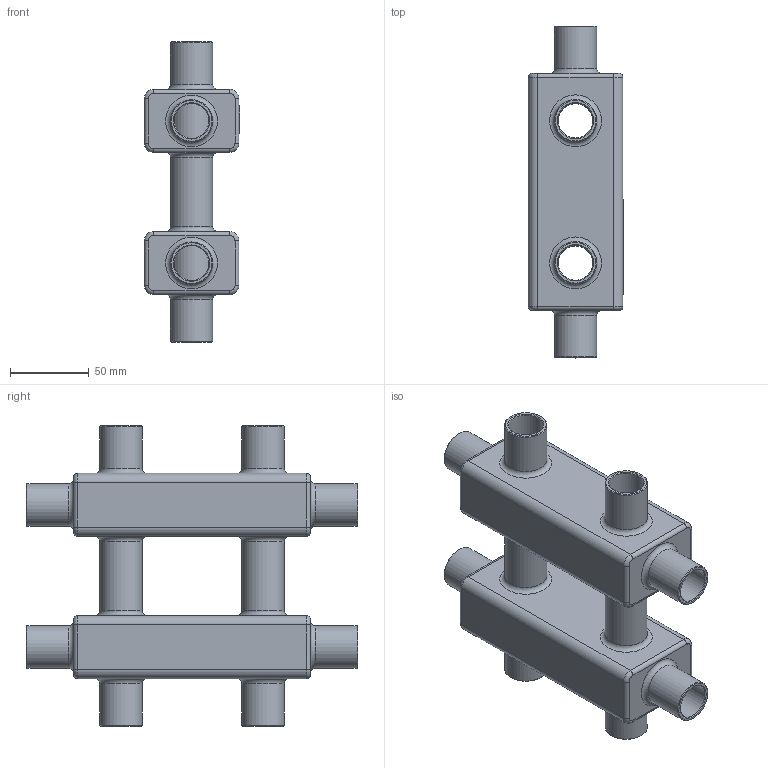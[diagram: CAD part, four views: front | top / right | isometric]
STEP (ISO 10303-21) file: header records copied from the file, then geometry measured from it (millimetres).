
FILE_DESCRIPTION(('STEP AP203'), '1');
FILE_NAME('MK-40-3DU.17', '', ('UNSPECIFIED'), ('UNSPECIFIED'), 'ASCON STEP Converter 1.6', 'ASCON Math Kernel', '');
FILE_SCHEMA(('CONFIG_CONTROL_DESIGN'));
Length unit declared in the file: millimetre
Bounding box: 60.55 x 210 x 190 mm (x, y, z)
Volume: 246809.5 mm3; surface area: 177436.9 mm2
Topology: 1 solids, 1 shells, 426 faces, 1104 edges, 718 vertices
Faces by surface type: bspline 171, plane 132, cylinder 69, torus 28, cone 26
Full cylindrical faces by diameter (mm): 22 x8, 25 x8, 26.8 x12, 27 x4
Entity records: 20196 total; most frequent: CARTESIAN_POINT 7856, ORIENTED_EDGE 2068, DIRECTION 1268, EDGE_CURVE 1034, VERTEX_POINT 718, EDGE_LOOP 552, B_SPLINE_CURVE_WITH_KNOTS 484, AXIS2_PLACEMENT_3D 462
